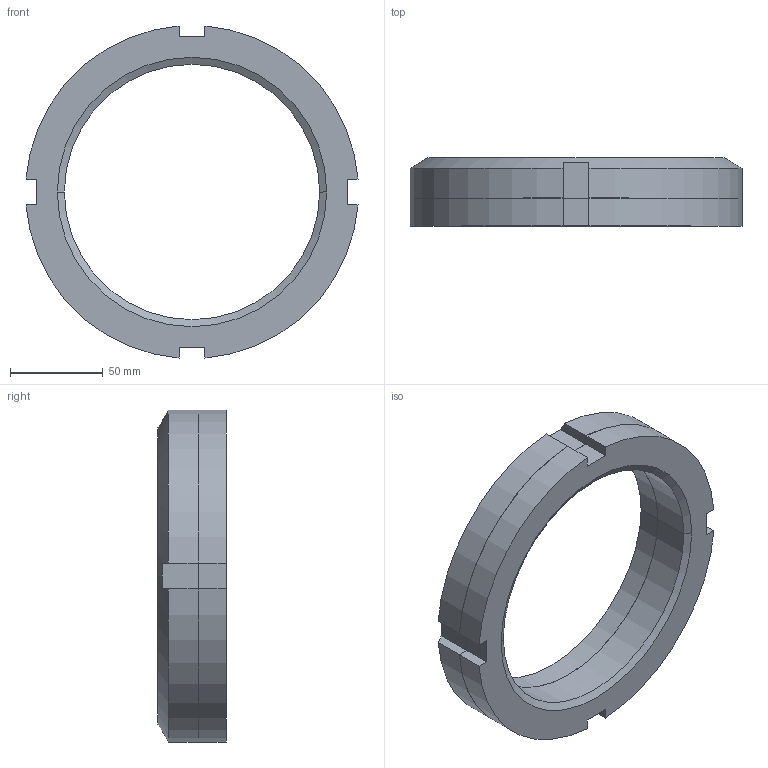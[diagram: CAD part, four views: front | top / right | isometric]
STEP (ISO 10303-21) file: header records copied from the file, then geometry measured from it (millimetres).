
FILE_DESCRIPTION((''),'2;1');
FILE_NAME('1RSTD1404____0','2019-10-29T15:26:49',('kim.bk'),(''),'CREO PARAMETRIC BY PTC INC, 2019010','CREO PARAMETRIC BY PTC INC, 2019010','');
FILE_SCHEMA(('CONFIG_CONTROL_DESIGN'));
Length unit declared in the file: millimetre
Products named in the file (1): 1RSTD1404____0
Bounding box: 179.45 x 37 x 179.45 mm (x, y, z)
Volume: 356763.4 mm3; surface area: 80560.9 mm2
Topology: 2 solids, 2 shells, 382 faces, 1067 edges, 710 vertices
Faces by surface type: plane 360, cylinder 12, cone 10
Entity records: 12097 total; most frequent: CARTESIAN_POINT 2203, ORIENTED_EDGE 2134, DIRECTION 1855, EDGE_CURVE 1067, VECTOR 1015, LINE 1015, VERTEX_POINT 710, AXIS2_PLACEMENT_3D 420
